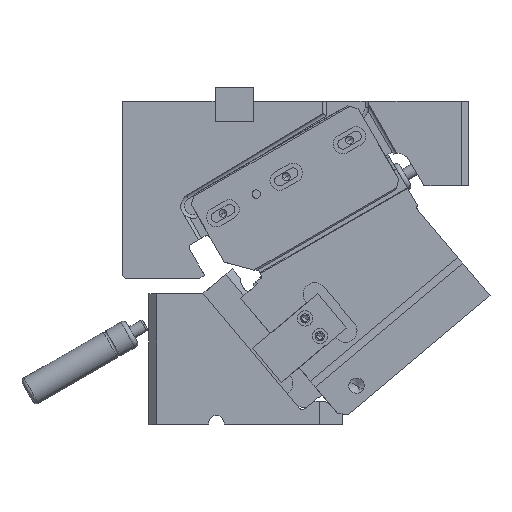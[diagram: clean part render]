
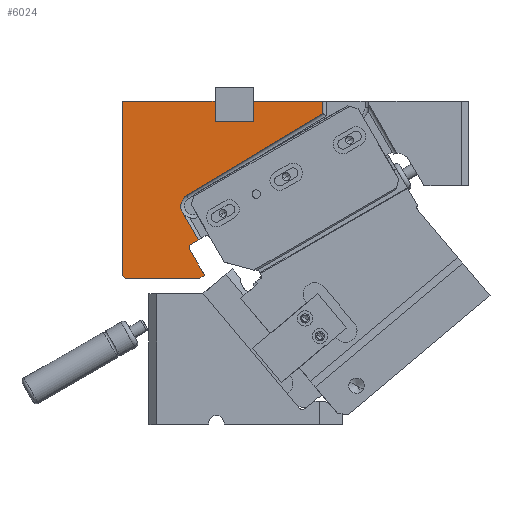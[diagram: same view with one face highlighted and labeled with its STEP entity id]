
A CAD part, front view. The second image highlights one B-rep face of the part: STEP entity #6024.
In plain terms, the highlighted planar face has unit normal (0, -1, 0).
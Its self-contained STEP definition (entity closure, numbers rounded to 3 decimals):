
#5436=AXIS2_PLACEMENT_3D('Plane Axis2P3D',#5433,#5434,#5435) ;
#5927=AXIS2_PLACEMENT_3D('Circle Axis2P3D',#5925,#5926,$) ;
#5955=AXIS2_PLACEMENT_3D('Circle Axis2P3D',#5953,#5954,$) ;
#4990=CARTESIAN_POINT('Vertex',(-105.,-24.,115.)) ;
#4993=CARTESIAN_POINT('Line Origine',(-82.5,-24.,115.)) ;
#4997=CARTESIAN_POINT('Vertex',(-60.,-24.,115.)) ;
#5433=CARTESIAN_POINT('Axis2P3D Location',(0.,-24.,0.)) ;
#5887=CARTESIAN_POINT('Vertex',(-105.,-24.,102.)) ;
#5890=CARTESIAN_POINT('Line Origine',(-105.,-24.,108.5)) ;
#5902=CARTESIAN_POINT('Line Origine',(-164.,-24.,0.)) ;
#5906=CARTESIAN_POINT('Vertex',(-188.,-24.,0.)) ;
#5908=CARTESIAN_POINT('Vertex',(-140.,-24.,0.)) ;
#5911=CARTESIAN_POINT('Line Origine',(-138.379,-24.,0.936)) ;
#5915=CARTESIAN_POINT('Vertex',(-136.758,-24.,1.872)) ;
#5918=CARTESIAN_POINT('Line Origine',(-141.633,-24.,10.316)) ;
#5922=CARTESIAN_POINT('Vertex',(-146.508,-24.,18.759)) ;
#5925=CARTESIAN_POINT('Axis2P3D Location',(-144.343,-24.,20.009)) ;
#5929=CARTESIAN_POINT('Vertex',(-145.593,-24.,22.174)) ;
#5932=CARTESIAN_POINT('Line Origine',(-143.211,-24.,23.549)) ;
#5936=CARTESIAN_POINT('Vertex',(-140.83,-24.,24.924)) ;
#5939=CARTESIAN_POINT('Line Origine',(-146.002,-24.,33.883)) ;
#5943=CARTESIAN_POINT('Vertex',(-151.174,-24.,42.841)) ;
#5946=CARTESIAN_POINT('Line Origine',(-151.173,-24.,42.841)) ;
#5950=CARTESIAN_POINT('Vertex',(-151.173,-24.,42.842)) ;
#5953=CARTESIAN_POINT('Axis2P3D Location',(-144.316,-24.,46.963)) ;
#5957=CARTESIAN_POINT('Vertex',(-148.436,-24.,53.82)) ;
#5960=CARTESIAN_POINT('Line Origine',(-104.218,-24.,80.389)) ;
#5964=CARTESIAN_POINT('Vertex',(-60.,-24.,106.958)) ;
#5967=CARTESIAN_POINT('Line Origine',(-60.,-24.,110.979)) ;
#5972=CARTESIAN_POINT('Line Origine',(-117.5,-24.,102.)) ;
#5976=CARTESIAN_POINT('Vertex',(-130.,-24.,102.)) ;
#5979=CARTESIAN_POINT('Line Origine',(-130.,-24.,108.5)) ;
#5983=CARTESIAN_POINT('Vertex',(-130.,-24.,115.)) ;
#5986=CARTESIAN_POINT('Line Origine',(-160.,-24.,115.)) ;
#5990=CARTESIAN_POINT('Vertex',(-190.,-24.,115.)) ;
#5993=CARTESIAN_POINT('Line Origine',(-190.,-24.,58.5)) ;
#5997=CARTESIAN_POINT('Vertex',(-190.,-24.,2.)) ;
#6000=CARTESIAN_POINT('Line Origine',(-189.,-24.,1.)) ;
#4994=DIRECTION('Vector Direction',(1.,0.,0.)) ;
#5434=DIRECTION('Axis2P3D Direction',(0.,1.,0.)) ;
#5435=DIRECTION('Axis2P3D XDirection',(-0.996,0.,0.087)) ;
#5891=DIRECTION('Vector Direction',(0.,0.,1.)) ;
#5903=DIRECTION('Vector Direction',(1.,0.,0.)) ;
#5912=DIRECTION('Vector Direction',(-0.866,0.,-0.5)) ;
#5919=DIRECTION('Vector Direction',(0.5,0.,-0.866)) ;
#5926=DIRECTION('Axis2P3D Direction',(0.,1.,0.)) ;
#5933=DIRECTION('Vector Direction',(-0.866,0.,-0.5)) ;
#5940=DIRECTION('Vector Direction',(-0.5,0.,0.866)) ;
#5947=DIRECTION('Vector Direction',(-0.857,0.,-0.515)) ;
#5954=DIRECTION('Axis2P3D Direction',(0.,1.,0.)) ;
#5961=DIRECTION('Vector Direction',(0.857,0.,0.515)) ;
#5968=DIRECTION('Vector Direction',(0.,0.,-1.)) ;
#5973=DIRECTION('Vector Direction',(1.,0.,0.)) ;
#5980=DIRECTION('Vector Direction',(0.,0.,1.)) ;
#5987=DIRECTION('Vector Direction',(1.,0.,0.)) ;
#5994=DIRECTION('Vector Direction',(0.,0.,1.)) ;
#6001=DIRECTION('Vector Direction',(-0.707,0.,0.707)) ;
#4995=VECTOR('Line Direction',#4994,1.) ;
#5892=VECTOR('Line Direction',#5891,1.) ;
#5904=VECTOR('Line Direction',#5903,1.) ;
#5913=VECTOR('Line Direction',#5912,1.) ;
#5920=VECTOR('Line Direction',#5919,1.) ;
#5934=VECTOR('Line Direction',#5933,1.) ;
#5941=VECTOR('Line Direction',#5940,1.) ;
#5948=VECTOR('Line Direction',#5947,1.) ;
#5962=VECTOR('Line Direction',#5961,1.) ;
#5969=VECTOR('Line Direction',#5968,1.) ;
#5974=VECTOR('Line Direction',#5973,1.) ;
#5981=VECTOR('Line Direction',#5980,1.) ;
#5988=VECTOR('Line Direction',#5987,1.) ;
#5995=VECTOR('Line Direction',#5994,1.) ;
#6002=VECTOR('Line Direction',#6001,1.) ;
#6006=ORIENTED_EDGE('',*,*,#5910,.T.) ;
#6007=ORIENTED_EDGE('',*,*,#5917,.F.) ;
#6008=ORIENTED_EDGE('',*,*,#5924,.F.) ;
#6009=ORIENTED_EDGE('',*,*,#5931,.T.) ;
#6010=ORIENTED_EDGE('',*,*,#5938,.F.) ;
#6011=ORIENTED_EDGE('',*,*,#5945,.T.) ;
#6012=ORIENTED_EDGE('',*,*,#5952,.F.) ;
#6013=ORIENTED_EDGE('',*,*,#5959,.T.) ;
#6014=ORIENTED_EDGE('',*,*,#5966,.T.) ;
#6015=ORIENTED_EDGE('',*,*,#5971,.F.) ;
#6016=ORIENTED_EDGE('',*,*,#4999,.F.) ;
#6017=ORIENTED_EDGE('',*,*,#5894,.F.) ;
#6018=ORIENTED_EDGE('',*,*,#5978,.F.) ;
#6019=ORIENTED_EDGE('',*,*,#5985,.T.) ;
#6020=ORIENTED_EDGE('',*,*,#5992,.F.) ;
#6021=ORIENTED_EDGE('',*,*,#5999,.F.) ;
#6022=ORIENTED_EDGE('',*,*,#6004,.F.) ;
#6024=ADVANCED_FACE('SCHIEBERBETT',(#6023),#5437,.F.) ;
#5928=CIRCLE('generated circle',#5927,2.5) ;
#5956=CIRCLE('generated circle',#5955,8.) ;
#4999=EDGE_CURVE('',#4991,#4998,#4996,.T.) ;
#5894=EDGE_CURVE('',#5888,#4991,#5893,.T.) ;
#5910=EDGE_CURVE('',#5907,#5909,#5905,.T.) ;
#5917=EDGE_CURVE('',#5916,#5909,#5914,.T.) ;
#5924=EDGE_CURVE('',#5923,#5916,#5921,.T.) ;
#5931=EDGE_CURVE('',#5923,#5930,#5928,.T.) ;
#5938=EDGE_CURVE('',#5937,#5930,#5935,.T.) ;
#5945=EDGE_CURVE('',#5937,#5944,#5942,.T.) ;
#5952=EDGE_CURVE('',#5951,#5944,#5949,.T.) ;
#5959=EDGE_CURVE('',#5951,#5958,#5956,.T.) ;
#5966=EDGE_CURVE('',#5958,#5965,#5963,.T.) ;
#5971=EDGE_CURVE('',#4998,#5965,#5970,.T.) ;
#5978=EDGE_CURVE('',#5977,#5888,#5975,.T.) ;
#5985=EDGE_CURVE('',#5977,#5984,#5982,.T.) ;
#5992=EDGE_CURVE('',#5991,#5984,#5989,.T.) ;
#5999=EDGE_CURVE('',#5998,#5991,#5996,.T.) ;
#6004=EDGE_CURVE('',#5907,#5998,#6003,.T.) ;
#6005=EDGE_LOOP('',(#6006,#6007,#6008,#6009,#6010,#6011,#6012,#6013,#6014,#6015,#6016,#6017,#6018,#6019,#6020,#6021,#6022)) ;
#6023=FACE_OUTER_BOUND('',#6005,.T.) ;
#4996=LINE('Line',#4993,#4995) ;
#5893=LINE('Line',#5890,#5892) ;
#5905=LINE('Line',#5902,#5904) ;
#5914=LINE('Line',#5911,#5913) ;
#5921=LINE('Line',#5918,#5920) ;
#5935=LINE('Line',#5932,#5934) ;
#5942=LINE('Line',#5939,#5941) ;
#5949=LINE('Line',#5946,#5948) ;
#5963=LINE('Line',#5960,#5962) ;
#5970=LINE('Line',#5967,#5969) ;
#5975=LINE('Line',#5972,#5974) ;
#5982=LINE('Line',#5979,#5981) ;
#5989=LINE('Line',#5986,#5988) ;
#5996=LINE('Line',#5993,#5995) ;
#6003=LINE('Line',#6000,#6002) ;
#5437=PLANE('',#5436) ;
#4991=VERTEX_POINT('',#4990) ;
#4998=VERTEX_POINT('',#4997) ;
#5888=VERTEX_POINT('',#5887) ;
#5907=VERTEX_POINT('',#5906) ;
#5909=VERTEX_POINT('',#5908) ;
#5916=VERTEX_POINT('',#5915) ;
#5923=VERTEX_POINT('',#5922) ;
#5930=VERTEX_POINT('',#5929) ;
#5937=VERTEX_POINT('',#5936) ;
#5944=VERTEX_POINT('',#5943) ;
#5951=VERTEX_POINT('',#5950) ;
#5958=VERTEX_POINT('',#5957) ;
#5965=VERTEX_POINT('',#5964) ;
#5977=VERTEX_POINT('',#5976) ;
#5984=VERTEX_POINT('',#5983) ;
#5991=VERTEX_POINT('',#5990) ;
#5998=VERTEX_POINT('',#5997) ;
